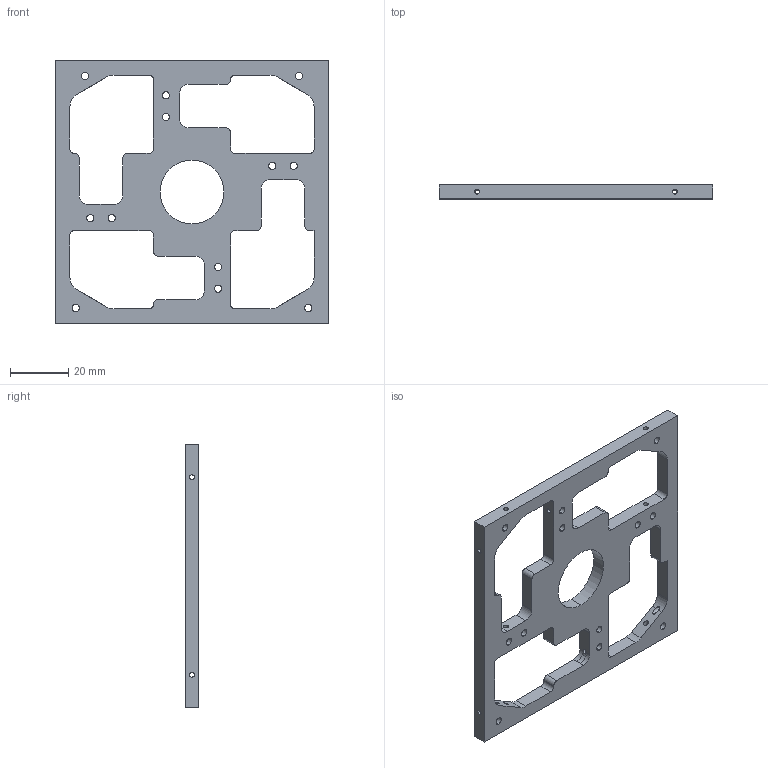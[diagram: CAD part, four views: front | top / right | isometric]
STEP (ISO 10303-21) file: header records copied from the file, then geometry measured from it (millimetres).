
FILE_DESCRIPTION (( 'STEP AP203' ), '1' );
FILE_NAME ('20-A503-A3_Default_sldprt.STEP', '2023-06-05T00:25:27', ( '' ), ( '' ), 'SwSTEP 2.0', 'SolidWorks 2022', '' );
FILE_SCHEMA (( 'CONFIG_CONTROL_DESIGN' ));
Length unit declared in the file: millimetre
Products named in the file (1): 20-A503-A3_Default_sldprt
Bounding box: 94 x 4.76 x 90.48 mm (x, y, z)
Volume: 19602.2 mm3; surface area: 13816.1 mm2
Topology: 1 solids, 1 shells, 131 faces, 419 edges, 278 vertices
Faces by surface type: cylinder 87, plane 42, bspline 2
Entity records: 5420 total; most frequent: CARTESIAN_POINT 1457, ORIENTED_EDGE 838, DIRECTION 803, EDGE_CURVE 419, AXIS2_PLACEMENT_3D 292, VERTEX_POINT 278, LINE 219, VECTOR 219
